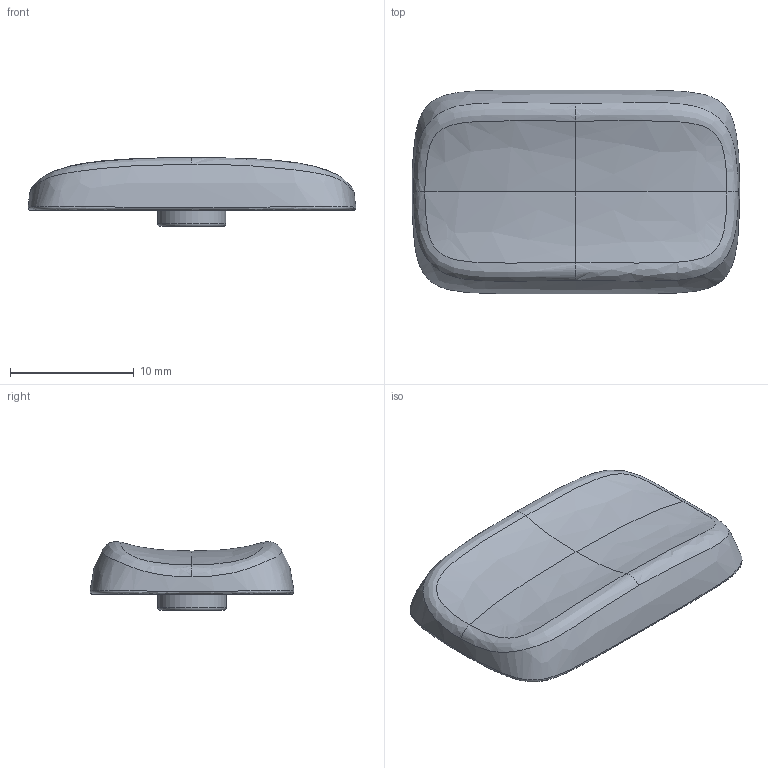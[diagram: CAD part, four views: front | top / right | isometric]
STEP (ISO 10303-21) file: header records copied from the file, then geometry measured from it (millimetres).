
FILE_DESCRIPTION(/* description */ (''),/* implementation_level */ '2;1');
FILE_NAME(/* name */ 'MX_Stem_Choc_Size_Saddle_V_1.5U.step',/* time_stamp */ '2025-11-16T11:00:18+07:00',/* author */ (''),/* organization */ (''),/* preprocessor_version */ 'ST-DEVELOPER v20.1',/* originating_system */ 'Autodesk Translation Framework v14.21.0.0',/* authorisation */ '');
FILE_SCHEMA (('AUTOMOTIVE_DESIGN { 1 0 10303 214 3 1 1 }'));
Length unit declared in the file: millimetre
Products named in the file (1): [Choc] Saddle V 1.5U
Bounding box: 26.47 x 16.47 x 5.57 mm (x, y, z)
Volume: 765.3 mm3; surface area: 1209.5 mm2
Topology: 1 solids, 1 shells, 52 faces, 141 edges, 94 vertices
Faces by surface type: cylinder 17, bspline 17, plane 16, torus 2
Full cylindrical faces by diameter (mm): 5.5 x1
Entity records: 5792 total; most frequent: CARTESIAN_POINT 4561, ORIENTED_EDGE 282, DIRECTION 208, EDGE_CURVE 141, VERTEX_POINT 94, AXIS2_PLACEMENT_3D 77, EDGE_LOOP 55, LINE 54
